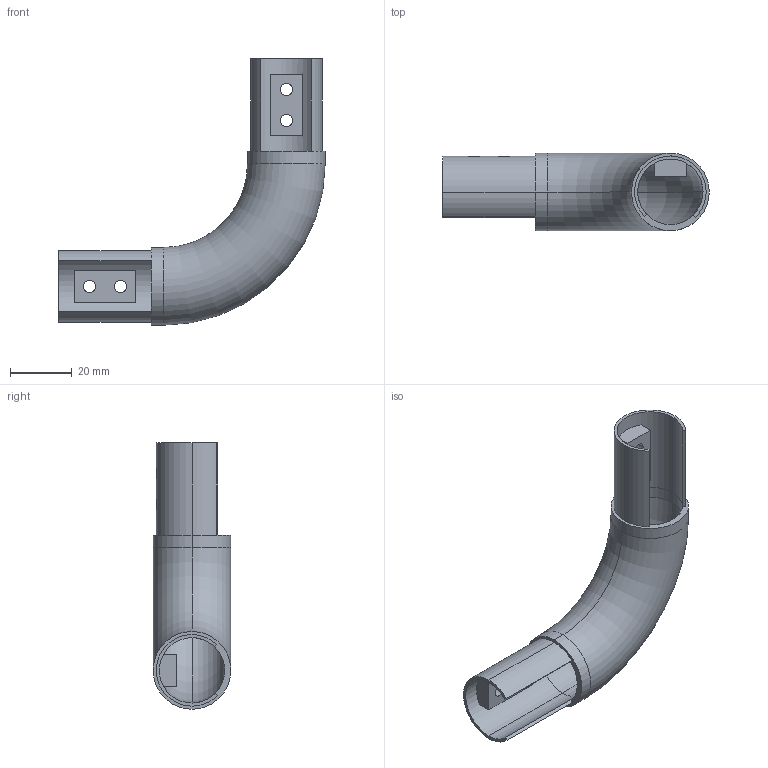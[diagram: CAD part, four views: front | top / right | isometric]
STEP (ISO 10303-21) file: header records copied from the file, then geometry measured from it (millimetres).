
FILE_DESCRIPTION (( 'STEP AP203' ), '1' );
FILE_NAME ('3D_GN6324_42.4x1.5_188461186.STEP', '2024-09-23T14:56:07', ( '' ), ( '' ), 'SwSTEP 2.0', 'SolidWorks 2024', '' );
FILE_SCHEMA (( 'CONFIG_CONTROL_DESIGN' ));
Length unit declared in the file: millimetre
Products named in the file (1): 3D_GN6324_42.4x1.5_188461186
Bounding box: 86.4 x 25.2 x 86.4 mm (x, y, z)
Volume: 15239.3 mm3; surface area: 17833.5 mm2
Topology: 2 solids, 2 shells, 48 faces, 118 edges, 76 vertices
Faces by surface type: cylinder 25, plane 19, torus 4
Entity records: 1733 total; most frequent: CARTESIAN_POINT 467, DIRECTION 260, ORIENTED_EDGE 236, EDGE_CURVE 118, AXIS2_PLACEMENT_3D 101, VERTEX_POINT 76, EDGE_LOOP 60, LINE 58
